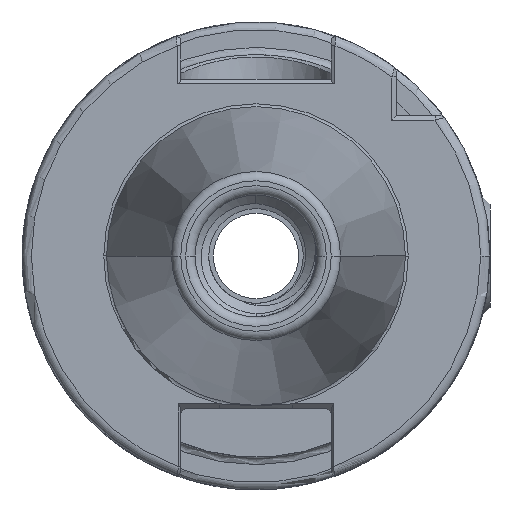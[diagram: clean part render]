
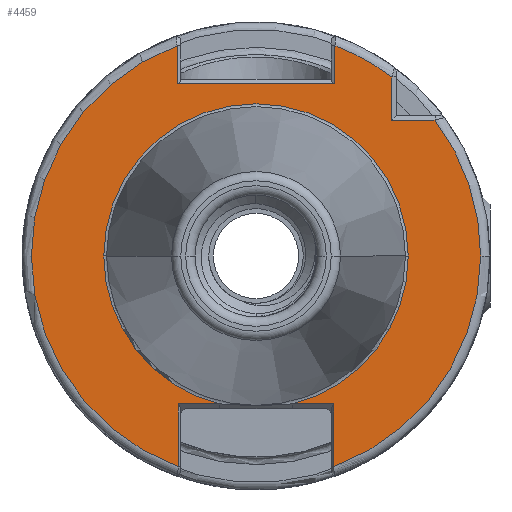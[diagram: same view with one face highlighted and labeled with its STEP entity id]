
A CAD part, left-side view. The second image highlights one B-rep face of the part: STEP entity #4459.
In plain terms, the highlighted planar face has unit normal (-1, 0, 0).
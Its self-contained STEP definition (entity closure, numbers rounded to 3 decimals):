
#3 = CIRCLE ( 'NONE', #14127, 24. ) ;
#575 = CARTESIAN_POINT ( 'NONE',  ( 0., 0., 0. ) ) ;
#576 = DIRECTION ( 'NONE',  ( 1., 0., 0. ) ) ;
#585 = DIRECTION ( 'NONE',  ( 0., -1., 0. ) ) ;
#675 = CARTESIAN_POINT ( 'NONE',  ( 0., 0., 0. ) ) ;
#724 = DIRECTION ( 'NONE',  ( 0., -1., 0. ) ) ;
#758 = DIRECTION ( 'NONE',  ( 1., 0., 0. ) ) ;
#1208 = DIRECTION ( 'NONE',  ( 0., 1., 0. ) ) ;
#1212 = CARTESIAN_POINT ( 'NONE',  ( 0., 16.342, 18.4 ) ) ;
#1371 = CARTESIAN_POINT ( 'NONE',  ( 0., 0., 0. ) ) ;
#1386 = DIRECTION ( 'NONE',  ( 0., -1., 0. ) ) ;
#1397 = DIRECTION ( 'NONE',  ( -1., 0., 0. ) ) ;
#1886 = CARTESIAN_POINT ( 'NONE',  ( 0., -16.262, 0. ) ) ;
#1897 = CARTESIAN_POINT ( 'NONE',  ( 0., -3.851, -15.8 ) ) ;
#1904 = CARTESIAN_POINT ( 'NONE',  ( 0., 3.851, -15.8 ) ) ;
#1921 = CARTESIAN_POINT ( 'NONE',  ( 0., 16.262, 0. ) ) ;
#1959 = CARTESIAN_POINT ( 'NONE',  ( 0., -8.288, -22.523 ) ) ;
#2010 = CARTESIAN_POINT ( 'NONE',  ( 0., -24., 0. ) ) ;
#4459 = ADVANCED_FACE ( 'NONE', ( #7630 ), #15644, .T. ) ;
#5125 = LINE ( 'NONE', #1212, #5145 ) ;
#5145 = VECTOR ( 'NONE', #1208, 1000. ) ;
#5151 = CIRCLE ( 'NONE', #14065, 24. ) ;
#5152 = VECTOR ( 'NONE', #14760, 1000. ) ;
#5155 = VECTOR ( 'NONE', #14872, 1000. ) ;
#5161 = LINE ( 'NONE', #14889, #5162 ) ;
#5162 = VECTOR ( 'NONE', #14890, 1000. ) ;
#5166 = VECTOR ( 'NONE', #14779, 1000. ) ;
#5169 = LINE ( 'NONE', #14869, #5155 ) ;
#5170 = LINE ( 'NONE', #14783, #5166 ) ;
#5175 = LINE ( 'NONE', #14757, #5152 ) ;
#5185 = VECTOR ( 'NONE', #14974, 1000. ) ;
#5195 = LINE ( 'NONE', #14935, #5197 ) ;
#5197 = VECTOR ( 'NONE', #14943, 1000. ) ;
#5201 = VECTOR ( 'NONE', #15014, 1000. ) ;
#5204 = LINE ( 'NONE', #14926, #5205 ) ;
#5205 = VECTOR ( 'NONE', #14953, 1000. ) ;
#5221 = LINE ( 'NONE', #14949, #5185 ) ;
#5225 = LINE ( 'NONE', #14966, #5201 ) ;
#5302 = EDGE_CURVE ( 'NONE', #20288, #20253, #16924, .T. ) ;
#5316 = EDGE_CURVE ( 'NONE', #17087, #20151, #16943, .T. ) ;
#5464 = AXIS2_PLACEMENT_3D ( 'NONE', #15683, #15645, #15672 ) ;
#5554 = EDGE_CURVE ( 'NONE', #17016, #17021, #16910, .T. ) ;
#5570 = EDGE_CURVE ( 'NONE', #20200, #20258, #5151, .T. ) ;
#5571 = EDGE_CURVE ( 'NONE', #20259, #17015, #5175, .T. ) ;
#5575 = EDGE_CURVE ( 'NONE', #20151, #20271, #5170, .T. ) ;
#5582 = EDGE_CURVE ( 'NONE', #20237, #20200, #5169, .T. ) ;
#5591 = EDGE_CURVE ( 'NONE', #20253, #20257, #5161, .T. ) ;
#5597 = EDGE_CURVE ( 'NONE', #20255, #17078, #5195, .T. ) ;
#5600 = EDGE_CURVE ( 'NONE', #17000, #20255, #5221, .T. ) ;
#5602 = EDGE_CURVE ( 'NONE', #20258, #20259, #5204, .T. ) ;
#5603 = EDGE_CURVE ( 'NONE', #20271, #20288, #5225, .T. ) ;
#5659 = EDGE_CURVE ( 'NONE', #20257, #20237, #5125, .T. ) ;
#7082 = EDGE_CURVE ( 'NONE', #17015, #17016, #8267, .T. ) ;
#7087 = EDGE_CURVE ( 'NONE', #17021, #17000, #8242, .T. ) ;
#7145 = ORIENTED_EDGE ( 'NONE', *, *, #5316, .T. ) ;
#7156 = ORIENTED_EDGE ( 'NONE', *, *, #5600, .T. ) ;
#7157 = ORIENTED_EDGE ( 'NONE', *, *, #5603, .T. ) ;
#7168 = ORIENTED_EDGE ( 'NONE', *, *, #5597, .T. ) ;
#7174 = ORIENTED_EDGE ( 'NONE', *, *, #5602, .T. ) ;
#7179 = ORIENTED_EDGE ( 'NONE', *, *, #5570, .T. ) ;
#7180 = ORIENTED_EDGE ( 'NONE', *, *, #7087, .T. ) ;
#7630 = FACE_OUTER_BOUND ( 'NONE', #19461, .T. ) ;
#8179 = ORIENTED_EDGE ( 'NONE', *, *, #5582, .T. ) ;
#8180 = ORIENTED_EDGE ( 'NONE', *, *, #5554, .T. ) ;
#8181 = ORIENTED_EDGE ( 'NONE', *, *, #17575, .T. ) ;
#8184 = ORIENTED_EDGE ( 'NONE', *, *, #5575, .T. ) ;
#8193 = ORIENTED_EDGE ( 'NONE', *, *, #5571, .T. ) ;
#8198 = ORIENTED_EDGE ( 'NONE', *, *, #7082, .T. ) ;
#8205 = ORIENTED_EDGE ( 'NONE', *, *, #5591, .T. ) ;
#8208 = ORIENTED_EDGE ( 'NONE', *, *, #5302, .T. ) ;
#8214 = ORIENTED_EDGE ( 'NONE', *, *, #5659, .T. ) ;
#8242 = CIRCLE ( 'NONE', #14097, 16.262 ) ;
#8267 = CIRCLE ( 'NONE', #14113, 16.262 ) ;
#8856 = DIRECTION ( 'NONE',  ( -1., 0., 0. ) ) ;
#8860 = CARTESIAN_POINT ( 'NONE',  ( 0., 0., 0. ) ) ;
#8878 = DIRECTION ( 'NONE',  ( 0., -1., 0. ) ) ;
#9026 = DIRECTION ( 'NONE',  ( 0., -1., 0. ) ) ;
#9042 = CARTESIAN_POINT ( 'NONE',  ( 0., 0., 0. ) ) ;
#9056 = DIRECTION ( 'NONE',  ( -1., 0., 0. ) ) ;
#14023 = AXIS2_PLACEMENT_3D ( 'NONE', #8860, #8856, #8878 ) ;
#14035 = AXIS2_PLACEMENT_3D ( 'NONE', #9042, #9056, #9026 ) ;
#14049 = AXIS2_PLACEMENT_3D ( 'NONE', #14633, #14629, #14649 ) ;
#14065 = AXIS2_PLACEMENT_3D ( 'NONE', #14758, #14781, #14777 ) ;
#14097 = AXIS2_PLACEMENT_3D ( 'NONE', #675, #758, #724 ) ;
#14113 = AXIS2_PLACEMENT_3D ( 'NONE', #575, #576, #585 ) ;
#14127 = AXIS2_PLACEMENT_3D ( 'NONE', #1371, #1397, #1386 ) ;
#14629 = DIRECTION ( 'NONE',  ( 1., 0., 0. ) ) ;
#14633 = CARTESIAN_POINT ( 'NONE',  ( 0., 0., 0. ) ) ;
#14649 = DIRECTION ( 'NONE',  ( 0., -1., 0. ) ) ;
#14757 = CARTESIAN_POINT ( 'NONE',  ( 0., -8.288, -15.8 ) ) ;
#14758 = CARTESIAN_POINT ( 'NONE',  ( 0., 0., 0. ) ) ;
#14760 = DIRECTION ( 'NONE',  ( 0., -1., 0. ) ) ;
#14777 = DIRECTION ( 'NONE',  ( 0., -1., 0. ) ) ;
#14779 = DIRECTION ( 'NONE',  ( 0., 1., 0. ) ) ;
#14781 = DIRECTION ( 'NONE',  ( -1., 0., 0. ) ) ;
#14783 = CARTESIAN_POINT ( 'NONE',  ( 0., -15., 14.5 ) ) ;
#14869 = CARTESIAN_POINT ( 'NONE',  ( 0., 8.434, 0. ) ) ;
#14872 = DIRECTION ( 'NONE',  ( 0., 0., 1. ) ) ;
#14889 = CARTESIAN_POINT ( 'NONE',  ( 0., -8.434, 0. ) ) ;
#14890 = DIRECTION ( 'NONE',  ( 0., 0., -1. ) ) ;
#14926 = CARTESIAN_POINT ( 'NONE',  ( 0., 8.288, -16.3 ) ) ;
#14935 = CARTESIAN_POINT ( 'NONE',  ( 0., -8.288, -22.61 ) ) ;
#14943 = DIRECTION ( 'NONE',  ( 0., 0., -1. ) ) ;
#14949 = CARTESIAN_POINT ( 'NONE',  ( 0., -8.288, -15.8 ) ) ;
#14953 = DIRECTION ( 'NONE',  ( 0., 0., 1. ) ) ;
#14966 = CARTESIAN_POINT ( 'NONE',  ( 0., -14.5, 18.735 ) ) ;
#14974 = DIRECTION ( 'NONE',  ( 0., -1., 0. ) ) ;
#15014 = DIRECTION ( 'NONE',  ( 0., 0., 1. ) ) ;
#15644 = PLANE ( 'NONE',  #5464 ) ;
#15645 = DIRECTION ( 'NONE',  ( -1., 0., 0. ) ) ;
#15672 = DIRECTION ( 'NONE',  ( 0., -1., 0. ) ) ;
#15683 = CARTESIAN_POINT ( 'NONE',  ( 0., 16.342, 0. ) ) ;
#16910 = CIRCLE ( 'NONE', #14049, 16.262 ) ;
#16924 = CIRCLE ( 'NONE', #14023, 24. ) ;
#16943 = CIRCLE ( 'NONE', #14035, 24. ) ;
#17000 = VERTEX_POINT ( 'NONE', #1897 ) ;
#17015 = VERTEX_POINT ( 'NONE', #1904 ) ;
#17016 = VERTEX_POINT ( 'NONE', #1921 ) ;
#17021 = VERTEX_POINT ( 'NONE', #1886 ) ;
#17078 = VERTEX_POINT ( 'NONE', #1959 ) ;
#17087 = VERTEX_POINT ( 'NONE', #2010 ) ;
#17575 = EDGE_CURVE ( 'NONE', #17078, #17087, #3, .T. ) ;
#19461 = EDGE_LOOP ( 'NONE', ( #8198, #8180, #7180, #7156, #7168, #8181, #7145, #8184, #7157, #8208, #8205, #8214, #8179, #7179, #7174, #8193 ) ) ;
#20151 = VERTEX_POINT ( 'NONE', #21091 ) ;
#20200 = VERTEX_POINT ( 'NONE', #21124 ) ;
#20237 = VERTEX_POINT ( 'NONE', #21246 ) ;
#20253 = VERTEX_POINT ( 'NONE', #21244 ) ;
#20255 = VERTEX_POINT ( 'NONE', #21192 ) ;
#20257 = VERTEX_POINT ( 'NONE', #21199 ) ;
#20258 = VERTEX_POINT ( 'NONE', #21203 ) ;
#20259 = VERTEX_POINT ( 'NONE', #21224 ) ;
#20271 = VERTEX_POINT ( 'NONE', #21210 ) ;
#20288 = VERTEX_POINT ( 'NONE', #21229 ) ;
#21091 = CARTESIAN_POINT ( 'NONE',  ( 0., -19.125, 14.5 ) ) ;
#21124 = CARTESIAN_POINT ( 'NONE',  ( 0., 8.434, 22.469 ) ) ;
#21192 = CARTESIAN_POINT ( 'NONE',  ( 0., -8.288, -15.8 ) ) ;
#21199 = CARTESIAN_POINT ( 'NONE',  ( 0., -8.434, 18.4 ) ) ;
#21203 = CARTESIAN_POINT ( 'NONE',  ( 0., 8.288, -22.523 ) ) ;
#21210 = CARTESIAN_POINT ( 'NONE',  ( 0., -14.5, 14.5 ) ) ;
#21224 = CARTESIAN_POINT ( 'NONE',  ( 0., 8.288, -15.8 ) ) ;
#21229 = CARTESIAN_POINT ( 'NONE',  ( 0., -14.5, 19.125 ) ) ;
#21244 = CARTESIAN_POINT ( 'NONE',  ( 0., -8.434, 22.469 ) ) ;
#21246 = CARTESIAN_POINT ( 'NONE',  ( 0., 8.434, 18.4 ) ) ;
